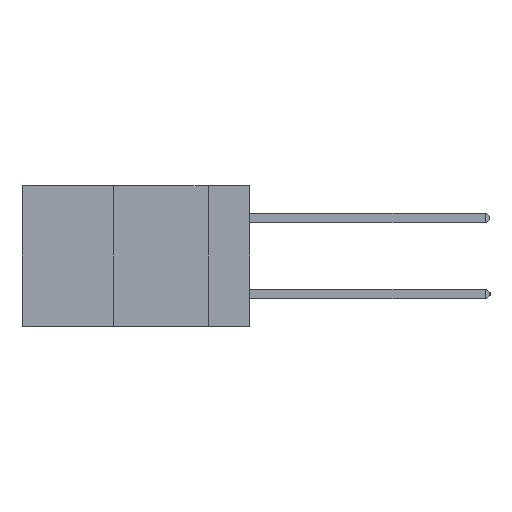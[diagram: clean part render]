
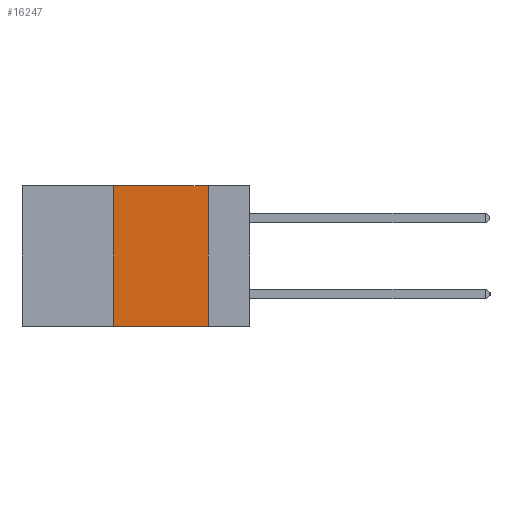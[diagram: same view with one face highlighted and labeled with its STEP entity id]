
A CAD part, left-side view. The second image highlights one B-rep face of the part: STEP entity #16247.
In plain terms, the highlighted planar face has unit normal (-1, 0, 0).
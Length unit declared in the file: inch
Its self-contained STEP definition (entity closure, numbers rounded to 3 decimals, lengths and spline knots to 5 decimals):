
#132 = ORIENTED_EDGE ( 'NONE', *, *, #10692, .F. ) ;
#1422 = LINE ( 'NONE', #7322, #10271 ) ;
#1541 = DIRECTION ( 'NONE',  ( 1., 0., 0. ) ) ;
#2136 = DIRECTION ( 'NONE',  ( 0., -1., 0. ) ) ;
#2374 = DIRECTION ( 'NONE',  ( 0., 0., -1. ) ) ;
#3028 = VERTEX_POINT ( 'NONE', #11208 ) ;
#3160 = LINE ( 'NONE', #11017, #18495 ) ;
#4683 = VERTEX_POINT ( 'NONE', #11858 ) ;
#6872 = CARTESIAN_POINT ( 'NONE',  ( 0., 0.11, 0. ) ) ;
#7322 = CARTESIAN_POINT ( 'NONE',  ( 0., 0.6, 0. ) ) ;
#7434 = DIRECTION ( 'NONE',  ( 0., 0., 1. ) ) ;
#8671 = VERTEX_POINT ( 'NONE', #11968 ) ;
#8760 = VECTOR ( 'NONE', #7434, 39.37008 ) ;
#9660 = LINE ( 'NONE', #11808, #8760 ) ;
#10271 = VECTOR ( 'NONE', #17707, 39.37008 ) ;
#10451 = CARTESIAN_POINT ( 'NONE',  ( 0., 0.6, 0. ) ) ;
#10692 = EDGE_CURVE ( 'NONE', #12677, #4683, #17837, .T. ) ;
#11017 = CARTESIAN_POINT ( 'NONE',  ( 0., 0.6, -0.37 ) ) ;
#11208 = CARTESIAN_POINT ( 'NONE',  ( 0., 0.36, 0. ) ) ;
#11304 = EDGE_CURVE ( 'NONE', #8671, #4683, #3160, .T. ) ;
#11607 = EDGE_CURVE ( 'NONE', #3028, #12677, #1422, .T. ) ;
#11725 = FACE_OUTER_BOUND ( 'NONE', #14667, .T. ) ;
#11808 = CARTESIAN_POINT ( 'NONE',  ( 0., 0.36, 0. ) ) ;
#11858 = CARTESIAN_POINT ( 'NONE',  ( 0., 0.11, -0.37 ) ) ;
#11936 = DIRECTION ( 'NONE',  ( 0., 0., -1. ) ) ;
#11968 = CARTESIAN_POINT ( 'NONE',  ( 0., 0.36, -0.37 ) ) ;
#12677 = VERTEX_POINT ( 'NONE', #12776 ) ;
#12776 = CARTESIAN_POINT ( 'NONE',  ( 0., 0.11, 0. ) ) ;
#14667 = EDGE_LOOP ( 'NONE', ( #132, #18981, #16499, #15798 ) ) ;
#15798 = ORIENTED_EDGE ( 'NONE', *, *, #11304, .T. ) ;
#16196 = EDGE_CURVE ( 'NONE', #8671, #3028, #9660, .T. ) ;
#16247 = ADVANCED_FACE ( 'NONE', ( #11725 ), #19373, .F. ) ;
#16499 = ORIENTED_EDGE ( 'NONE', *, *, #16196, .F. ) ;
#16539 = AXIS2_PLACEMENT_3D ( 'NONE', #10451, #1541, #11936 ) ;
#17707 = DIRECTION ( 'NONE',  ( 0., -1., 0. ) ) ;
#17837 = LINE ( 'NONE', #6872, #18296 ) ;
#18296 = VECTOR ( 'NONE', #2374, 39.37008 ) ;
#18495 = VECTOR ( 'NONE', #2136, 39.37008 ) ;
#18981 = ORIENTED_EDGE ( 'NONE', *, *, #11607, .F. ) ;
#19373 = PLANE ( 'NONE',  #16539 ) ;
